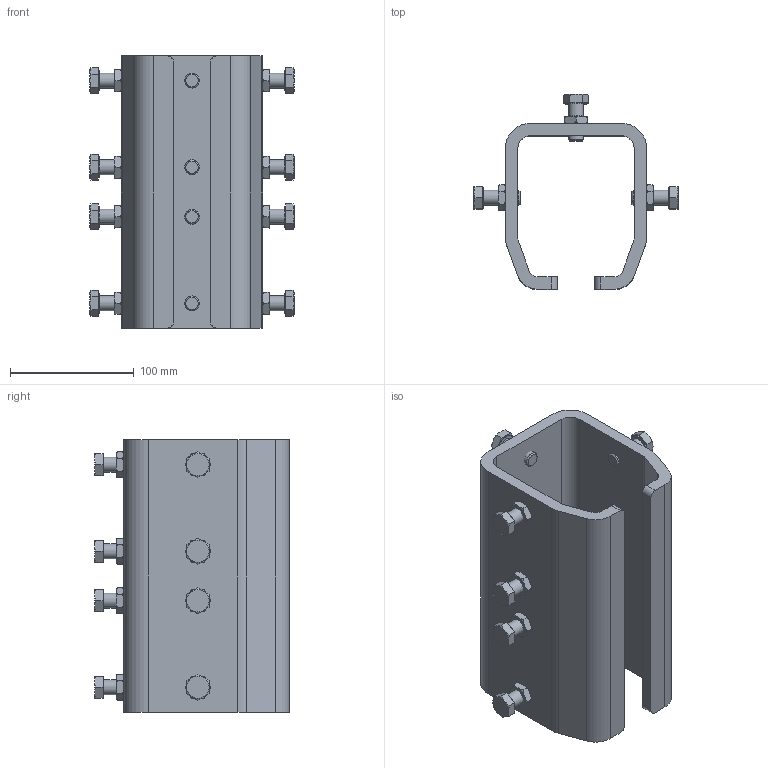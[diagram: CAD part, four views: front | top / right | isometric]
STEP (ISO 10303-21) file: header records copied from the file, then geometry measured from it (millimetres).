
FILE_DESCRIPTION(/* description */ ('Manchon de Racordement'),/* implementation_level */ '2;1');
FILE_NAME(/* name */ '9071M.stp',/* time_stamp */ '2020-02-11T15:04:11+01:00',/* author */ ('Didierr'),/* organization */ (''),/* preprocessor_version */ 'ST-DEVELOPER v17.2',/* originating_system */ 'Autodesk Inventor 2019',/* authorisation */ '');
FILE_SCHEMA (('AUTOMOTIVE_DESIGN { 1 0 10303 214 3 1 1 }'));
Length unit declared in the file: millimetre
Products named in the file (4): 9071M; 16615; 04531; 06012
Assembly tree (25 placements, depth 2):
  9071M
    16615
    04531  x12
    06012  x12
Bounding box: 165 x 157.5 x 220 mm (x, y, z)
Volume: 923885.2 mm3; surface area: 221493 mm2
Topology: 25 solids, 25 shells, 406 faces, 1004 edges, 672 vertices
Faces by surface type: plane 234, cone 84, cylinder 64, torus 24
Full cylindrical faces by diameter (mm): 10.106 x24, 12 x12, 16.63 x12
Entity records: 3092 total; most frequent: CARTESIAN_POINT 749, DIRECTION 484, ORIENTED_EDGE 424, EDGE_CURVE 212, AXIS2_PLACEMENT_3D 193, VERTEX_POINT 144, EDGE_LOOP 104, LINE 98
